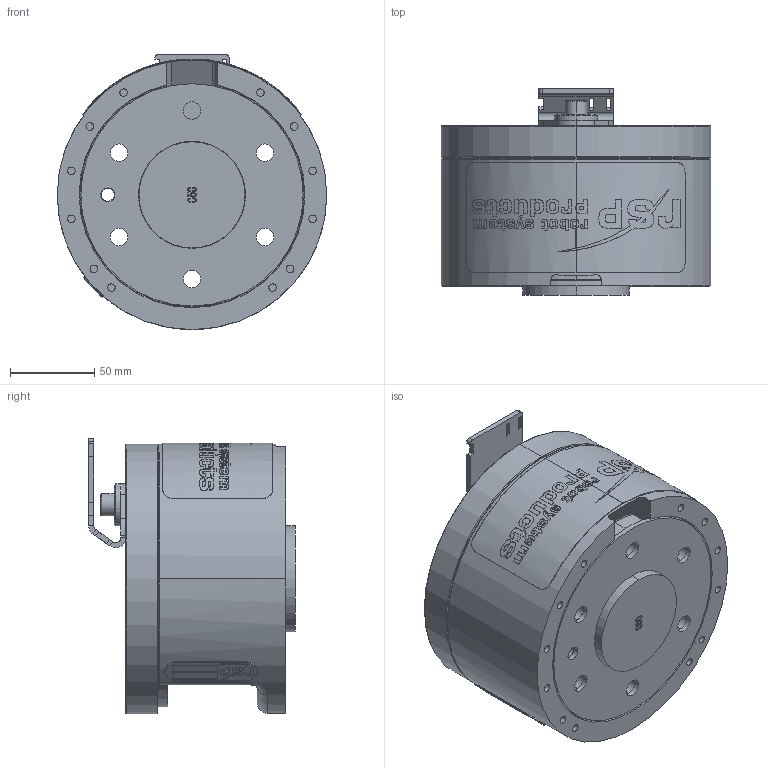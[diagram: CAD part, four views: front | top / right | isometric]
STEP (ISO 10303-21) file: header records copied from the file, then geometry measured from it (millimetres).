
FILE_DESCRIPTION (( 'STEP AP203' ), '1' );
FILE_NAME ('P5125 Radial guide.STEP', '2020-02-20T14:49:48', ( '' ), ( '' ), 'SwSTEP 2.0', 'SolidWorks 2017', '' );
FILE_SCHEMA (( 'CONFIG_CONTROL_DESIGN' ));
Length unit declared in the file: millimetre
Products named in the file (1): P5125 Radial guide
Bounding box: 160 x 122.5 x 163.38 mm (x, y, z)
Volume: 938295.1 mm3; surface area: 217894.8 mm2
Topology: 9 solids, 9 shells, 1088 faces, 2866 edges, 1859 vertices
Faces by surface type: plane 486, bspline 309, cylinder 215, cone 53, torus 25
Entity records: 44917 total; most frequent: CARTESIAN_POINT 20017, ORIENTED_EDGE 5660, DIRECTION 4190, EDGE_CURVE 2830, VERTEX_POINT 1859, LINE 1534, VECTOR 1534, AXIS2_PLACEMENT_3D 1328
